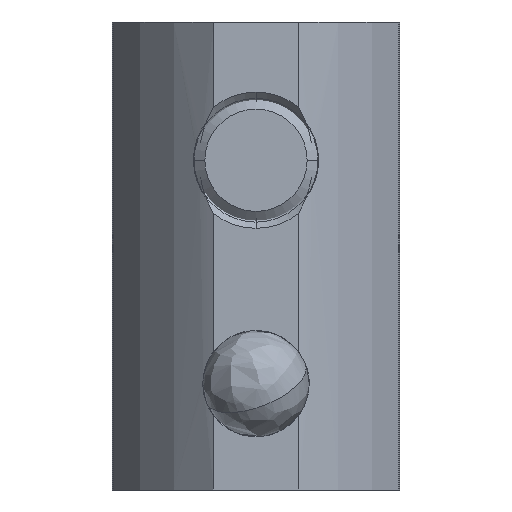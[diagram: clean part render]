
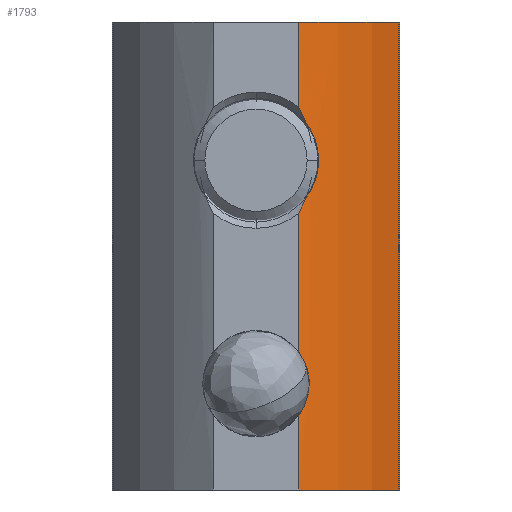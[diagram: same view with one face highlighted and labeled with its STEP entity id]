
A CAD part, front view. The second image highlights one B-rep face of the part: STEP entity #1793.
In plain terms, the highlighted cylindrical face has radius 15 mm (diameter 30 mm), a partial arc.
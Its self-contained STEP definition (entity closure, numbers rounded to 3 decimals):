
#6 = CARTESIAN_POINT ( 'NONE',  ( 2.106, -8.923, -2.314 ) ) ;
#23 = DIRECTION ( 'NONE',  ( -1., 0., 0. ) ) ;
#89 = ORIENTED_EDGE ( 'NONE', *, *, #7925, .T. ) ;
#121 = EDGE_CURVE ( 'NONE', #6863, #6986, #5675, .T. ) ;
#197 = CARTESIAN_POINT ( 'NONE',  ( 2.6, -8.537, -0.883 ) ) ;
#334 = ORIENTED_EDGE ( 'NONE', *, *, #121, .T. ) ;
#620 = CARTESIAN_POINT ( 'NONE',  ( 2.661, -8.488, -0.444 ) ) ;
#790 = CARTESIAN_POINT ( 'NONE',  ( 2.2, -8.851, -2.124 ) ) ;
#791 = DIRECTION ( 'NONE',  ( 0., 0., 1. ) ) ;
#812 = CARTESIAN_POINT ( 'NONE',  ( 2.5, -8.618, -10.36 ) ) ;
#891 = CARTESIAN_POINT ( 'NONE',  ( 2.5, -8.618, -10.5 ) ) ;
#903 = VECTOR ( 'NONE', #791, 1000. ) ;
#943 = CARTESIAN_POINT ( 'NONE',  ( 2.599, -8.539, 0.892 ) ) ;
#993 = EDGE_CURVE ( 'NONE', #9715, #6863, #10283, .T. ) ;
#1036 = CARTESIAN_POINT ( 'NONE',  ( 2.488, -8.627, -10.778 ) ) ;
#1081 = CARTESIAN_POINT ( 'NONE',  ( 2.5, -8.618, -10.5 ) ) ;
#1091 = CARTESIAN_POINT ( 'NONE',  ( 2.443, -8.663, -11.047 ) ) ;
#1320 = ORIENTED_EDGE ( 'NONE', *, *, #9300, .T. ) ;
#1362 = EDGE_CURVE ( 'NONE', #9817, #9715, #7120, .T. ) ;
#1525 = VERTEX_POINT ( 'NONE', #1844 ) ;
#1647 = B_SPLINE_CURVE_WITH_KNOTS ( 'NONE', 3,
 ( #4272, #8581, #7672, #7749, #6829, #7710, #812, #891 ),
 .UNSPECIFIED., .F., .F.,
 ( 4, 2, 2, 4 ),
 ( -0.002, -0.001, 0., 0. ),
 .UNSPECIFIED. ) ;
#1713 = CARTESIAN_POINT ( 'NONE',  ( 2.5, -8.618, -10.5 ) ) ;
#1761 = VERTEX_POINT ( 'NONE', #9885 ) ;
#1793 = ADVANCED_FACE ( 'NONE', ( #10343 ), #8424, .T. ) ;
#1827 = EDGE_LOOP ( 'NONE', ( #10843, #2896, #4527, #334, #2013, #1320, #89, #10466, #8952 ) ) ;
#1844 = CARTESIAN_POINT ( 'NONE',  ( 2., -9., -15.5 ) ) ;
#1939 = CARTESIAN_POINT ( 'NONE',  ( 2., -9., 2.498 ) ) ;
#2013 = ORIENTED_EDGE ( 'NONE', *, *, #2798, .T. ) ;
#2572 = CARTESIAN_POINT ( 'NONE',  ( 2.553, -8.576, 1.111 ) ) ;
#2596 = CARTESIAN_POINT ( 'NONE',  ( 2., -9., 6.5 ) ) ;
#2798 = EDGE_CURVE ( 'NONE', #6986, #3612, #10117, .T. ) ;
#2896 = ORIENTED_EDGE ( 'NONE', *, *, #1362, .T. ) ;
#2922 = VERTEX_POINT ( 'NONE', #3559 ) ;
#3017 = CARTESIAN_POINT ( 'NONE',  ( 2.278, -8.792, -11.564 ) ) ;
#3275 = CARTESIAN_POINT ( 'NONE',  ( 2., -9., -2.498 ) ) ;
#3531 = DIRECTION ( 'NONE',  ( 0., 0., -1. ) ) ;
#3559 = CARTESIAN_POINT ( 'NONE',  ( 6.702, -3.314, -15.5 ) ) ;
#3612 = VERTEX_POINT ( 'NONE', #5935 ) ;
#3876 = CARTESIAN_POINT ( 'NONE',  ( 2.556, -8.574, -1.099 ) ) ;
#3959 = CARTESIAN_POINT ( 'NONE',  ( 2.5, -8.618, -10.64 ) ) ;
#4019 = AXIS2_PLACEMENT_3D ( 'NONE', #10223, #5213, #23 ) ;
#4272 = CARTESIAN_POINT ( 'NONE',  ( 2., -9., -9. ) ) ;
#4409 = CARTESIAN_POINT ( 'NONE',  ( 2., -9., -12. ) ) ;
#4494 = DIRECTION ( 'NONE',  ( 0., 0., -1. ) ) ;
#4510 = CARTESIAN_POINT ( 'NONE',  ( 2., -9., 6.5 ) ) ;
#4527 = ORIENTED_EDGE ( 'NONE', *, *, #993, .T. ) ;
#4611 = CARTESIAN_POINT ( 'NONE',  ( 2.439, -8.667, -1.521 ) ) ;
#5022 = AXIS2_PLACEMENT_3D ( 'NONE', #9995, #9764, #9575 ) ;
#5141 = AXIS2_PLACEMENT_3D ( 'NONE', #8494, #7735, #7947 ) ;
#5160 = CARTESIAN_POINT ( 'NONE',  ( 6.702, -3.314, 6.5 ) ) ;
#5177 = VECTOR ( 'NONE', #8713, 1000. ) ;
#5213 = DIRECTION ( 'NONE',  ( 0., 0., 1. ) ) ;
#5214 = CARTESIAN_POINT ( 'NONE',  ( 2.676, -8.475, -0.217 ) ) ;
#5419 = VERTEX_POINT ( 'NONE', #1081 ) ;
#5675 = B_SPLINE_CURVE_WITH_KNOTS ( 'NONE', 3,
 ( #1939, #9317, #10705, #2572, #943, #6903, #10291, #5214, #620, #197, #3876, #4611, #6314, #790, #6, #3275 ),
 .UNSPECIFIED., .F., .F.,
 ( 4, 2, 2, 2, 2, 2, 2, 4 ),
 ( 0., 0.001, 0.002, 0.003, 0.003, 0.004, 0.005, 0.005 ),
 .UNSPECIFIED. ) ;
#5935 = CARTESIAN_POINT ( 'NONE',  ( 2., -9., -9. ) ) ;
#5936 = CARTESIAN_POINT ( 'NONE',  ( 2.409, -8.69, -11.181 ) ) ;
#6103 = CARTESIAN_POINT ( 'NONE',  ( 2., -9., 6.5 ) ) ;
#6314 = CARTESIAN_POINT ( 'NONE',  ( 2.367, -8.723, -1.728 ) ) ;
#6829 = CARTESIAN_POINT ( 'NONE',  ( 2.443, -8.664, -9.951 ) ) ;
#6831 = CARTESIAN_POINT ( 'NONE',  ( 6.702, -3.314, 6.5 ) ) ;
#6863 = VERTEX_POINT ( 'NONE', #9730 ) ;
#6896 = B_SPLINE_CURVE_WITH_KNOTS ( 'NONE', 3,
 ( #1713, #3959, #1036, #1091, #5936, #3017, #7638, #4409 ),
 .UNSPECIFIED., .F., .F.,
 ( 4, 2, 2, 4 ),
 ( 0., 0., 0.001, 0.002 ),
 .UNSPECIFIED. ) ;
#6903 = CARTESIAN_POINT ( 'NONE',  ( 2.66, -8.489, 0.452 ) ) ;
#6986 = VERTEX_POINT ( 'NONE', #8003 ) ;
#7120 = CIRCLE ( 'NONE', #5141, 15. ) ;
#7523 = LINE ( 'NONE', #5160, #903 ) ;
#7638 = CARTESIAN_POINT ( 'NONE',  ( 2.154, -8.888, -11.795 ) ) ;
#7672 = CARTESIAN_POINT ( 'NONE',  ( 2.278, -8.792, -9.435 ) ) ;
#7710 = CARTESIAN_POINT ( 'NONE',  ( 2.488, -8.628, -10.22 ) ) ;
#7735 = DIRECTION ( 'NONE',  ( 0., 0., -1. ) ) ;
#7749 = CARTESIAN_POINT ( 'NONE',  ( 2.409, -8.69, -9.82 ) ) ;
#7925 = EDGE_CURVE ( 'NONE', #5419, #1761, #6896, .T. ) ;
#7947 = DIRECTION ( 'NONE',  ( -1., 0., 0. ) ) ;
#8003 = CARTESIAN_POINT ( 'NONE',  ( 2., -9., -2.498 ) ) ;
#8213 = VECTOR ( 'NONE', #4494, 1000. ) ;
#8279 = VECTOR ( 'NONE', #3531, 1000. ) ;
#8424 = CYLINDRICAL_SURFACE ( 'NONE', #5022, 15. ) ;
#8494 = CARTESIAN_POINT ( 'NONE',  ( -6.854, 3.108, 6.5 ) ) ;
#8581 = CARTESIAN_POINT ( 'NONE',  ( 2.154, -8.888, -9.205 ) ) ;
#8713 = DIRECTION ( 'NONE',  ( 0., 0., -1. ) ) ;
#8859 = CARTESIAN_POINT ( 'NONE',  ( 2., -9., 6.5 ) ) ;
#8952 = ORIENTED_EDGE ( 'NONE', *, *, #10933, .T. ) ;
#9300 = EDGE_CURVE ( 'NONE', #3612, #5419, #1647, .T. ) ;
#9317 = CARTESIAN_POINT ( 'NONE',  ( 2.211, -8.846, 2.132 ) ) ;
#9575 = DIRECTION ( 'NONE',  ( -1., 0., 0. ) ) ;
#9669 = EDGE_CURVE ( 'NONE', #1761, #1525, #10442, .T. ) ;
#9715 = VERTEX_POINT ( 'NONE', #2596 ) ;
#9730 = CARTESIAN_POINT ( 'NONE',  ( 2., -9., 2.498 ) ) ;
#9752 = EDGE_CURVE ( 'NONE', #2922, #9817, #7523, .T. ) ;
#9764 = DIRECTION ( 'NONE',  ( 0., 0., -1. ) ) ;
#9817 = VERTEX_POINT ( 'NONE', #6831 ) ;
#9885 = CARTESIAN_POINT ( 'NONE',  ( 2., -9., -12. ) ) ;
#9995 = CARTESIAN_POINT ( 'NONE',  ( -6.854, 3.108, 6.5 ) ) ;
#9997 = CIRCLE ( 'NONE', #4019, 15. ) ;
#10117 = LINE ( 'NONE', #4510, #8213 ) ;
#10223 = CARTESIAN_POINT ( 'NONE',  ( -6.854, 3.108, -15.5 ) ) ;
#10283 = LINE ( 'NONE', #8859, #5177 ) ;
#10291 = CARTESIAN_POINT ( 'NONE',  ( 2.675, -8.476, 0.23 ) ) ;
#10343 = FACE_OUTER_BOUND ( 'NONE', #1827, .T. ) ;
#10442 = LINE ( 'NONE', #6103, #8279 ) ;
#10466 = ORIENTED_EDGE ( 'NONE', *, *, #9669, .T. ) ;
#10705 = CARTESIAN_POINT ( 'NONE',  ( 2.377, -8.716, 1.741 ) ) ;
#10843 = ORIENTED_EDGE ( 'NONE', *, *, #9752, .T. ) ;
#10933 = EDGE_CURVE ( 'NONE', #1525, #2922, #9997, .T. ) ;
